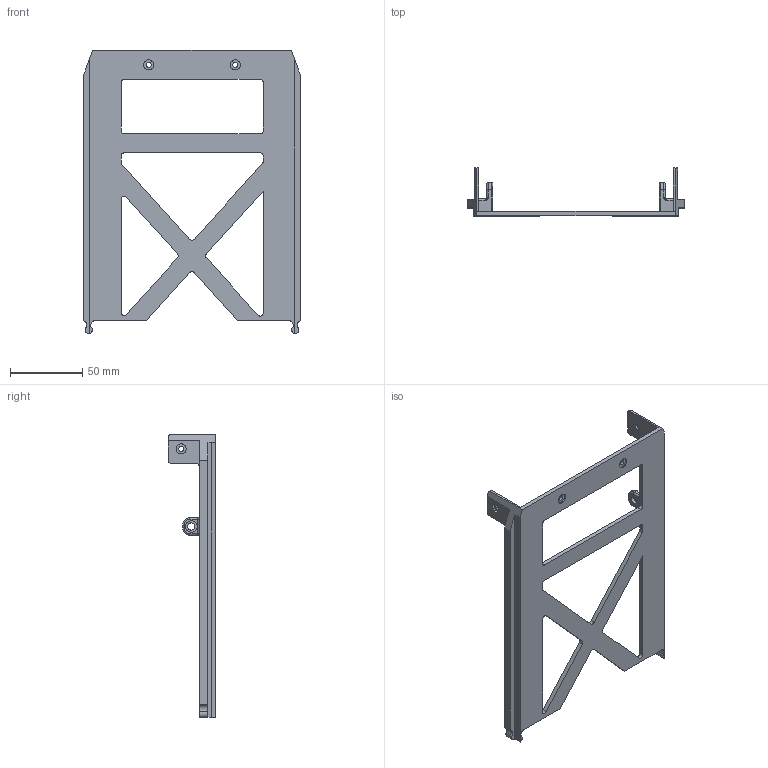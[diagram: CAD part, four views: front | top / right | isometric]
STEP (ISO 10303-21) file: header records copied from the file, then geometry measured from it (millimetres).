
FILE_DESCRIPTION(/* description */ (''),/* implementation_level */ '2;1');
FILE_NAME(/* name */ 'Step''s/1-Squire CBA slide tray Part 2 v4.step',/* time_stamp */ '2019-10-20T17:00:46-04:00',/* author */ (''),/* organization */ (''),/* preprocessor_version */ 'ST-DEVELOPER v18',/* originating_system */ 'Autodesk Translation Framework v8.6.0.1094',/* authorisation */ '');
FILE_SCHEMA (('AUTOMOTIVE_DESIGN { 1 0 10303 214 3 1 1 }'));
Length unit declared in the file: millimetre
Products named in the file (1): 1-Squire CBA slide tray Part 2
Bounding box: 150.7 x 32.95 x 195.99 mm (x, y, z)
Volume: 68317.2 mm3; surface area: 47420.6 mm2
Topology: 1 solids, 1 shells, 139 faces, 371 edges, 240 vertices
Faces by surface type: plane 64, cylinder 63, torus 12
Full cylindrical faces by diameter (mm): 3.5 x4, 5 x2, 7 x4, 8 x2
Entity records: 4445 total; most frequent: DIRECTION 791, CARTESIAN_POINT 769, ORIENTED_EDGE 742, EDGE_CURVE 371, AXIS2_PLACEMENT_3D 282, VERTEX_POINT 240, LINE 227, VECTOR 227
